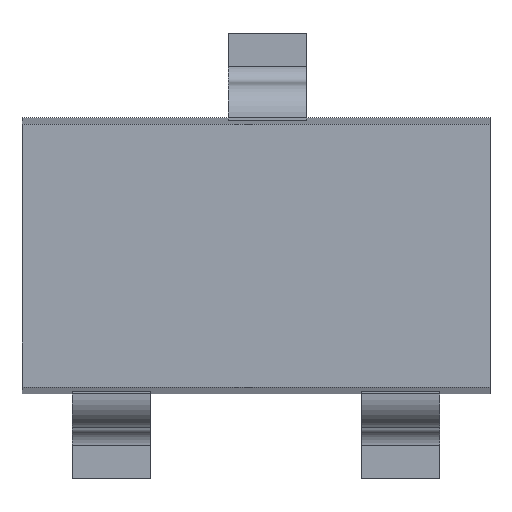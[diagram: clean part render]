
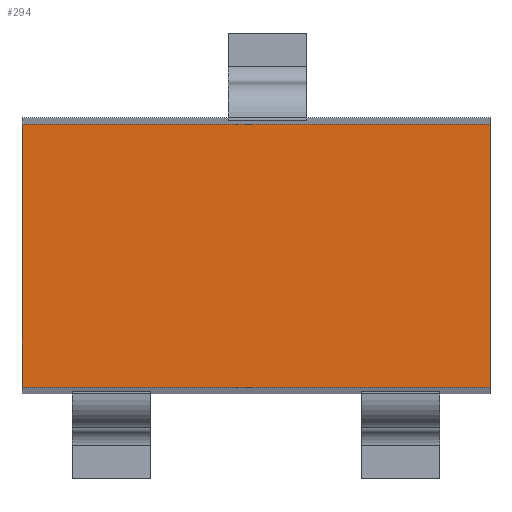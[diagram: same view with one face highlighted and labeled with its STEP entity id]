
A CAD part, top view. The second image highlights one B-rep face of the part: STEP entity #294.
In plain terms, the highlighted planar face has unit normal (0, 0, 1).
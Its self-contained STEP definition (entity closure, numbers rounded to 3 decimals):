
#78 = VERTEX_POINT('',#79);
#79 = CARTESIAN_POINT('',(-1.05,-0.59,0.9));
#85 = EDGE_CURVE('',#78,#86,#88,.T.);
#86 = VERTEX_POINT('',#87);
#87 = CARTESIAN_POINT('',(-1.05,0.59,0.9));
#88 = LINE('',#89,#90);
#89 = CARTESIAN_POINT('',(-1.05,-0.62,0.9));
#90 = VECTOR('',#91,1.);
#91 = DIRECTION('',(0.,1.,0.));
#251 = VERTEX_POINT('',#252);
#252 = CARTESIAN_POINT('',(1.05,-0.59,0.9));
#260 = EDGE_CURVE('',#251,#78,#261,.T.);
#261 = LINE('',#262,#263);
#262 = CARTESIAN_POINT('',(1.05,-0.59,0.9));
#263 = VECTOR('',#264,1.);
#264 = DIRECTION('',(-1.,0.,0.));
#277 = VERTEX_POINT('',#278);
#278 = CARTESIAN_POINT('',(1.05,0.59,0.9));
#284 = EDGE_CURVE('',#86,#277,#285,.T.);
#285 = LINE('',#286,#287);
#286 = CARTESIAN_POINT('',(-1.05,0.59,0.9));
#287 = VECTOR('',#288,1.);
#288 = DIRECTION('',(1.,0.,0.));
#294 = ADVANCED_FACE('',(#295),#306,.T.);
#295 = FACE_BOUND('',#296,.T.);
#296 = EDGE_LOOP('',(#297,#298,#299,#305));
#297 = ORIENTED_EDGE('',*,*,#85,.F.);
#298 = ORIENTED_EDGE('',*,*,#260,.F.);
#299 = ORIENTED_EDGE('',*,*,#300,.F.);
#300 = EDGE_CURVE('',#277,#251,#301,.T.);
#301 = LINE('',#302,#303);
#302 = CARTESIAN_POINT('',(1.05,0.62,0.9));
#303 = VECTOR('',#304,1.);
#304 = DIRECTION('',(0.,-1.,0.));
#305 = ORIENTED_EDGE('',*,*,#284,.F.);
#306 = PLANE('',#307);
#307 = AXIS2_PLACEMENT_3D('',#308,#309,#310);
#308 = CARTESIAN_POINT('',(0.,0.,0.9));
#309 = DIRECTION('',(0.,0.,1.));
#310 = DIRECTION('',(1.,0.,0.));
